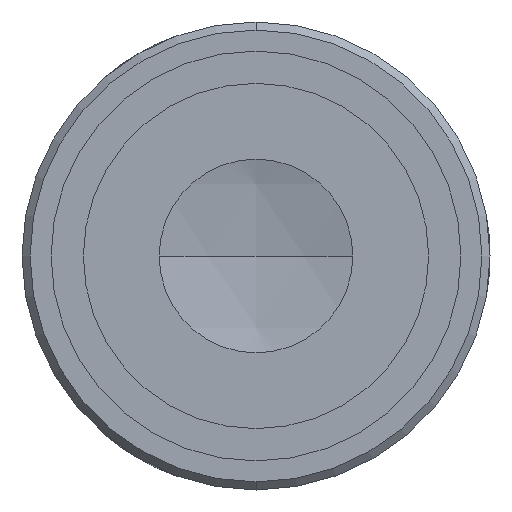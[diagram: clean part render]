
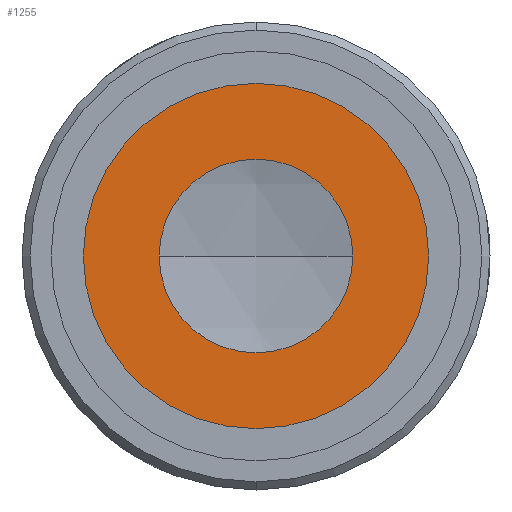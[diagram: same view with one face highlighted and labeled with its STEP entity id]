
A CAD part, front view. The second image highlights one B-rep face of the part: STEP entity #1255.
In plain terms, the highlighted planar face has unit normal (0, -1, 0).
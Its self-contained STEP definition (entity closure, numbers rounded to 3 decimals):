
#36 = EDGE_CURVE ( 'NONE', #741, #882, #1029, .T. ) ;
#42 = ORIENTED_EDGE ( 'NONE', *, *, #59, .T. ) ;
#59 = EDGE_CURVE ( 'NONE', #882, #741, #984, .T. ) ;
#98 = CARTESIAN_POINT ( 'NONE',  ( 0., -105.63, 11.5 ) ) ;
#101 = EDGE_LOOP ( 'NONE', ( #42, #366 ) ) ;
#140 = DIRECTION ( 'NONE',  ( 0., 1., 0. ) ) ;
#166 = EDGE_CURVE ( 'NONE', #1980, #343, #1101, .T. ) ;
#233 = CARTESIAN_POINT ( 'NONE',  ( 0., -105.63, 6. ) ) ;
#272 = AXIS2_PLACEMENT_3D ( 'NONE', #404, #1022, #1262 ) ;
#289 = ORIENTED_EDGE ( 'NONE', *, *, #1220, .F. ) ;
#343 = VERTEX_POINT ( 'NONE', #792 ) ;
#366 = ORIENTED_EDGE ( 'NONE', *, *, #36, .T. ) ;
#399 = ORIENTED_EDGE ( 'NONE', *, *, #166, .F. ) ;
#404 = CARTESIAN_POINT ( 'NONE',  ( 0., -105.63, 0. ) ) ;
#552 = CARTESIAN_POINT ( 'NONE',  ( 0., -105.63, 0. ) ) ;
#610 = DIRECTION ( 'NONE',  ( 0., 0., 1. ) ) ;
#615 = AXIS2_PLACEMENT_3D ( 'NONE', #552, #730, #610 ) ;
#676 = EDGE_LOOP ( 'NONE', ( #399, #289 ) ) ;
#730 = DIRECTION ( 'NONE',  ( 0., 1., 0. ) ) ;
#741 = VERTEX_POINT ( 'NONE', #962 ) ;
#784 = CARTESIAN_POINT ( 'NONE',  ( 0., -105.63, 0. ) ) ;
#792 = CARTESIAN_POINT ( 'NONE',  ( 0., -105.63, -11.5 ) ) ;
#882 = VERTEX_POINT ( 'NONE', #233 ) ;
#962 = CARTESIAN_POINT ( 'NONE',  ( 0., -105.63, -6. ) ) ;
#984 = CIRCLE ( 'NONE', #615, 6. ) ;
#1022 = DIRECTION ( 'NONE',  ( 0., 1., 0. ) ) ;
#1029 = CIRCLE ( 'NONE', #1987, 6. ) ;
#1063 = FACE_BOUND ( 'NONE', #101, .T. ) ;
#1084 = DIRECTION ( 'NONE',  ( 0., 0., 1. ) ) ;
#1101 = CIRCLE ( 'NONE', #272, 11.5 ) ;
#1203 = CIRCLE ( 'NONE', #1689, 11.5 ) ;
#1220 = EDGE_CURVE ( 'NONE', #343, #1980, #1203, .T. ) ;
#1231 = FACE_OUTER_BOUND ( 'NONE', #676, .T. ) ;
#1255 = ADVANCED_FACE ( 'NONE', ( #1063, #1231 ), #1879, .T. ) ;
#1262 = DIRECTION ( 'NONE',  ( 0., 0., 1. ) ) ;
#1633 = AXIS2_PLACEMENT_3D ( 'NONE', #1917, #1799, #1796 ) ;
#1689 = AXIS2_PLACEMENT_3D ( 'NONE', #1874, #1862, #1854 ) ;
#1796 = DIRECTION ( 'NONE',  ( 0., 0., -1. ) ) ;
#1799 = DIRECTION ( 'NONE',  ( 0., -1., 0. ) ) ;
#1854 = DIRECTION ( 'NONE',  ( 0., 0., 1. ) ) ;
#1862 = DIRECTION ( 'NONE',  ( 0., 1., 0. ) ) ;
#1874 = CARTESIAN_POINT ( 'NONE',  ( 0., -105.63, 0. ) ) ;
#1879 = PLANE ( 'NONE',  #1633 ) ;
#1917 = CARTESIAN_POINT ( 'NONE',  ( -11.5, -105.63, 0. ) ) ;
#1980 = VERTEX_POINT ( 'NONE', #98 ) ;
#1987 = AXIS2_PLACEMENT_3D ( 'NONE', #784, #140, #1084 ) ;
